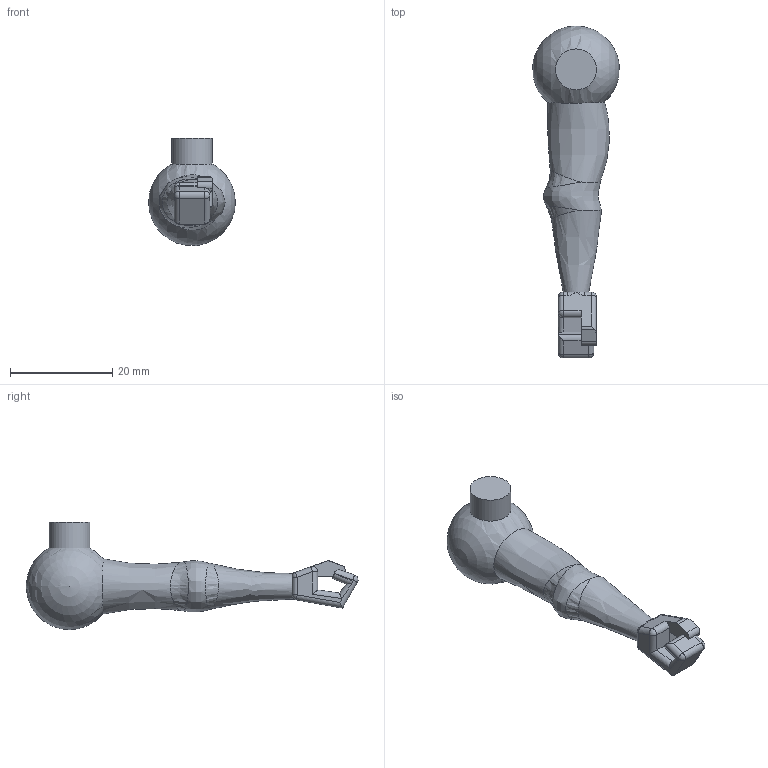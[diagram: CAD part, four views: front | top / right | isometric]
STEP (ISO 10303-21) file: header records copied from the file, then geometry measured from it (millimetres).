
FILE_DESCRIPTION(/* description */ (''),/* implementation_level */ '2;1');
FILE_NAME(/* name */ 'H-brazoIzq.stp',/* time_stamp */ '2025-02-09T16:54:25-05:00',/* author */ ('USUARIO'),/* organization */ (''),/* preprocessor_version */ 'ST-DEVELOPER v20',/* originating_system */ 'Autodesk Inventor 2024',/* authorisation */ '');
FILE_SCHEMA (('AUTOMOTIVE_DESIGN { 1 0 10303 214 3 1 1 }'));
Length unit declared in the file: millimetre
Products named in the file (1): H-brazoIzq
Bounding box: 17 x 64.87 x 20.94 mm (x, y, z)
Volume: 5548.3 mm3; surface area: 2415.4 mm2
Topology: 1 solids, 1 shells, 68 faces, 179 edges, 104 vertices
Faces by surface type: cylinder 29, plane 23, bspline 9, sphere 7
Full cylindrical faces by diameter (mm): 8 x1
Entity records: 2641 total; most frequent: CARTESIAN_POINT 995, ORIENTED_EDGE 340, DIRECTION 332, EDGE_CURVE 170, AXIS2_PLACEMENT_3D 125, VERTEX_POINT 104, LINE 82, VECTOR 82
